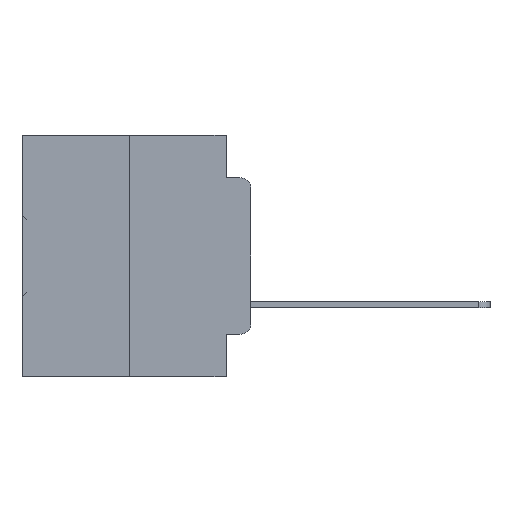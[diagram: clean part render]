
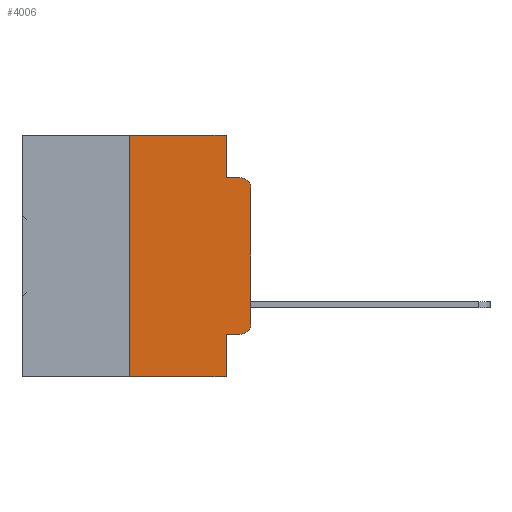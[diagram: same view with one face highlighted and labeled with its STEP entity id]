
A CAD part, left-side view. The second image highlights one B-rep face of the part: STEP entity #4006.
In plain terms, the highlighted planar face has unit normal (-1, 0, 0).
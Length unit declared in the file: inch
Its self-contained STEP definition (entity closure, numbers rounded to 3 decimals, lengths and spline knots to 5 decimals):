
#968 = VERTEX_POINT ( 'NONE', #13183 ) ;
#1167 = DIRECTION ( 'NONE',  ( 0., 0., 1. ) ) ;
#1262 = EDGE_CURVE ( 'NONE', #17008, #17135, #7795, .T. ) ;
#1690 = EDGE_CURVE ( 'NONE', #29909, #28401, #15395, .T. ) ;
#2208 = CARTESIAN_POINT ( 'NONE',  ( 0., 0.051, 0. ) ) ;
#2213 = VERTEX_POINT ( 'NONE', #5879 ) ;
#2657 = CARTESIAN_POINT ( 'NONE',  ( 0., 0.25, -0.5 ) ) ;
#3214 = VERTEX_POINT ( 'NONE', #10876 ) ;
#3541 = CARTESIAN_POINT ( 'NONE',  ( 0., 0.25, 0. ) ) ;
#4006 = ADVANCED_FACE ( 'NONE', ( #27939 ), #15636, .F. ) ;
#4226 = DIRECTION ( 'NONE',  ( 0., 0., -1. ) ) ;
#4629 = DIRECTION ( 'NONE',  ( 0., -1., 0. ) ) ;
#4660 = CIRCLE ( 'NONE', #16291, 0.02 ) ;
#4708 = AXIS2_PLACEMENT_3D ( 'NONE', #7471, #7439, #7241 ) ;
#5575 = CARTESIAN_POINT ( 'NONE',  ( 0., 0.02, -0.1085 ) ) ;
#5879 = CARTESIAN_POINT ( 'NONE',  ( 0., 0.051, -0.0885 ) ) ;
#6047 = LINE ( 'NONE', #15411, #12575 ) ;
#6068 = AXIS2_PLACEMENT_3D ( 'NONE', #10260, #29247, #13032 ) ;
#6548 = VECTOR ( 'NONE', #4629, 39.37008 ) ;
#7241 = DIRECTION ( 'NONE',  ( 0., 0., -1. ) ) ;
#7439 = DIRECTION ( 'NONE',  ( 1., 0., 0. ) ) ;
#7471 = CARTESIAN_POINT ( 'NONE',  ( 0., 0.473, 0. ) ) ;
#7795 = LINE ( 'NONE', #23003, #21589 ) ;
#7959 = EDGE_LOOP ( 'NONE', ( #26218, #26349, #26479, #26894, #27555, #27687, #33882, #31964, #31833, #31503 ) ) ;
#8333 = LINE ( 'NONE', #32715, #15708 ) ;
#8403 = DIRECTION ( 'NONE',  ( 0., 0., -1. ) ) ;
#8809 = CIRCLE ( 'NONE', #6068, 0.02 ) ;
#10260 = CARTESIAN_POINT ( 'NONE',  ( 0., 0.02, -0.3915 ) ) ;
#10876 = CARTESIAN_POINT ( 'NONE',  ( 0., 0.051, -0.5 ) ) ;
#11735 = EDGE_CURVE ( 'NONE', #16214, #29909, #8809, .T. ) ;
#11995 = CARTESIAN_POINT ( 'NONE',  ( 0., 0., 0. ) ) ;
#12575 = VECTOR ( 'NONE', #4226, 39.37008 ) ;
#13032 = DIRECTION ( 'NONE',  ( 0., 0., -1. ) ) ;
#13183 = CARTESIAN_POINT ( 'NONE',  ( 0., 0.02, -0.0885 ) ) ;
#13418 = DIRECTION ( 'NONE',  ( 0., 0., -1. ) ) ;
#13556 = VECTOR ( 'NONE', #1167, 39.37008 ) ;
#13587 = EDGE_CURVE ( 'NONE', #25625, #16214, #20403, .T. ) ;
#15016 = CARTESIAN_POINT ( 'NONE',  ( 0., 0., -0.1085 ) ) ;
#15395 = LINE ( 'NONE', #11995, #21829 ) ;
#15411 = CARTESIAN_POINT ( 'NONE',  ( 0., 0.051, 0. ) ) ;
#15454 = EDGE_CURVE ( 'NONE', #25625, #3214, #27459, .T. ) ;
#15636 = PLANE ( 'NONE',  #4708 ) ;
#15708 = VECTOR ( 'NONE', #16752, 39.37008 ) ;
#16214 = VERTEX_POINT ( 'NONE', #34981 ) ;
#16291 = AXIS2_PLACEMENT_3D ( 'NONE', #5575, #24804, #8403 ) ;
#16752 = DIRECTION ( 'NONE',  ( 0., -1., 0. ) ) ;
#17008 = VERTEX_POINT ( 'NONE', #3541 ) ;
#17135 = VERTEX_POINT ( 'NONE', #33917 ) ;
#17846 = CARTESIAN_POINT ( 'NONE',  ( 0., 0.25, 0. ) ) ;
#20058 = LINE ( 'NONE', #17846, #13556 ) ;
#20344 = VECTOR ( 'NONE', #13418, 39.37008 ) ;
#20403 = LINE ( 'NONE', #23911, #6548 ) ;
#20506 = LINE ( 'NONE', #27740, #33699 ) ;
#21589 = VECTOR ( 'NONE', #31944, 39.37008 ) ;
#21829 = VECTOR ( 'NONE', #27755, 39.37008 ) ;
#22344 = DIRECTION ( 'NONE',  ( 0., -1., 0. ) ) ;
#22556 = EDGE_CURVE ( 'NONE', #24217, #3214, #20506, .T. ) ;
#22768 = EDGE_CURVE ( 'NONE', #24217, #17008, #20058, .T. ) ;
#23003 = CARTESIAN_POINT ( 'NONE',  ( 0., 0.473, 0. ) ) ;
#23911 = CARTESIAN_POINT ( 'NONE',  ( 0., 0.051, -0.4115 ) ) ;
#24217 = VERTEX_POINT ( 'NONE', #2657 ) ;
#24480 = CARTESIAN_POINT ( 'NONE',  ( 0., 0.051, -0.4115 ) ) ;
#24567 = EDGE_CURVE ( 'NONE', #17135, #2213, #6047, .T. ) ;
#24804 = DIRECTION ( 'NONE',  ( -1., 0., 0. ) ) ;
#25625 = VERTEX_POINT ( 'NONE', #24480 ) ;
#26218 = ORIENTED_EDGE ( 'NONE', *, *, #1690, .T. ) ;
#26349 = ORIENTED_EDGE ( 'NONE', *, *, #28150, .T. ) ;
#26370 = EDGE_CURVE ( 'NONE', #2213, #968, #8333, .T. ) ;
#26479 = ORIENTED_EDGE ( 'NONE', *, *, #26370, .F. ) ;
#26894 = ORIENTED_EDGE ( 'NONE', *, *, #24567, .F. ) ;
#27459 = LINE ( 'NONE', #2208, #20344 ) ;
#27555 = ORIENTED_EDGE ( 'NONE', *, *, #1262, .F. ) ;
#27687 = ORIENTED_EDGE ( 'NONE', *, *, #22768, .F. ) ;
#27740 = CARTESIAN_POINT ( 'NONE',  ( 0., 0.473, -0.5 ) ) ;
#27755 = DIRECTION ( 'NONE',  ( 0., 0., 1. ) ) ;
#27939 = FACE_OUTER_BOUND ( 'NONE', #7959, .T. ) ;
#28150 = EDGE_CURVE ( 'NONE', #28401, #968, #4660, .T. ) ;
#28401 = VERTEX_POINT ( 'NONE', #15016 ) ;
#29247 = DIRECTION ( 'NONE',  ( -1., 0., 0. ) ) ;
#29909 = VERTEX_POINT ( 'NONE', #35134 ) ;
#31503 = ORIENTED_EDGE ( 'NONE', *, *, #11735, .T. ) ;
#31833 = ORIENTED_EDGE ( 'NONE', *, *, #13587, .T. ) ;
#31944 = DIRECTION ( 'NONE',  ( 0., -1., 0. ) ) ;
#31964 = ORIENTED_EDGE ( 'NONE', *, *, #15454, .F. ) ;
#32715 = CARTESIAN_POINT ( 'NONE',  ( 0., 0.051, -0.0885 ) ) ;
#33699 = VECTOR ( 'NONE', #22344, 39.37008 ) ;
#33882 = ORIENTED_EDGE ( 'NONE', *, *, #22556, .T. ) ;
#33917 = CARTESIAN_POINT ( 'NONE',  ( 0., 0.051, 0. ) ) ;
#34981 = CARTESIAN_POINT ( 'NONE',  ( 0., 0.02, -0.4115 ) ) ;
#35134 = CARTESIAN_POINT ( 'NONE',  ( 0., 0., -0.3915 ) ) ;
